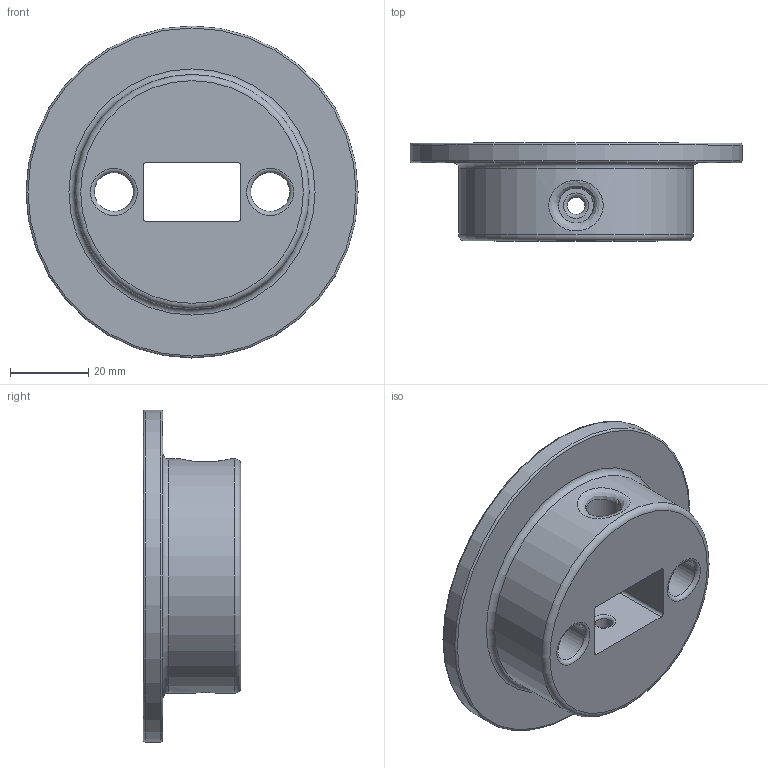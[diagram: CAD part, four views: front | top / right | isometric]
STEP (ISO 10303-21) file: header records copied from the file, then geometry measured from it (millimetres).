
FILE_DESCRIPTION(/* description */ (''),/* implementation_level */ '2;1');
FILE_NAME(/* name */ 'hotMason v6.step',/* time_stamp */ '2023-12-26T00:47:34-05:00',/* author */ (''),/* organization */ (''),/* preprocessor_version */ 'ST-DEVELOPER v19',/* originating_system */ 'Autodesk Translation Framework v11.7.0.108',/* authorisation */ '');
FILE_SCHEMA (('AUTOMOTIVE_DESIGN { 1 0 10303 214 3 1 1 }'));
Length unit declared in the file: millimetre
Products named in the file (1): hotMason
Bounding box: 85 x 25 x 85 mm (x, y, z)
Volume: 68029.8 mm3; surface area: 19408.7 mm2
Topology: 1 solids, 1 shells, 58 faces, 160 edges, 106 vertices
Faces by surface type: plane 26, cylinder 19, torus 11, bspline 2
Full cylindrical faces by diameter (mm): 4.5 x2, 9 x1, 10 x2, 60 x1, 85 x1
Entity records: 2166 total; most frequent: CARTESIAN_POINT 579, DIRECTION 337, ORIENTED_EDGE 320, EDGE_CURVE 160, AXIS2_PLACEMENT_3D 126, VERTEX_POINT 106, LINE 85, VECTOR 85
